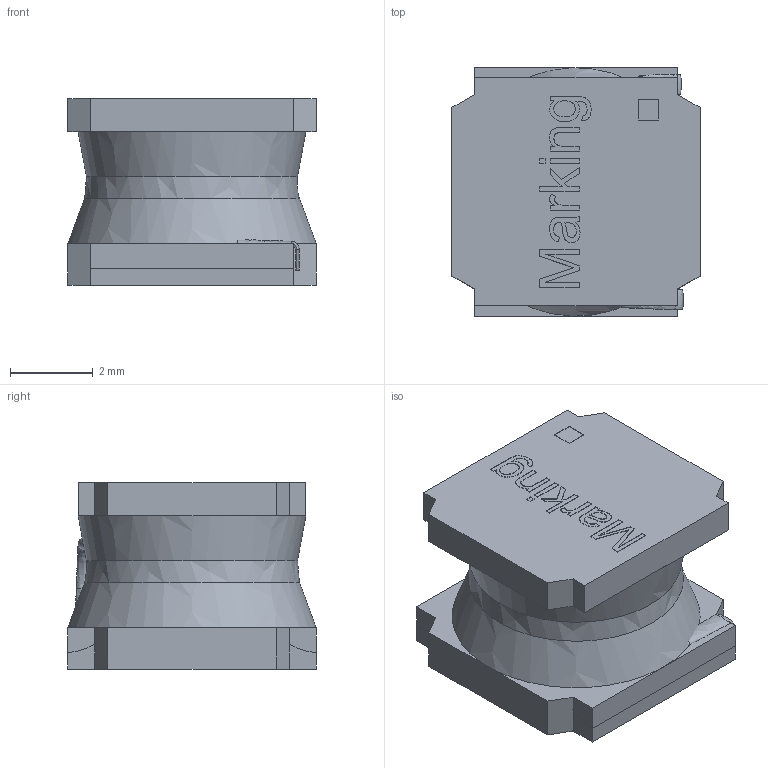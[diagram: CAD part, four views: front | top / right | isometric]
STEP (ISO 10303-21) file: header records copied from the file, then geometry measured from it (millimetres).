
FILE_DESCRIPTION( ( 'Unknown' ), '1' );
FILE_NAME( 'LQS_6045.stp', 'Unknown', ( 'Unknown' ), ( 'Unknown' ), 'PSStep 17.0.49', 'Unknown', ' ' );
FILE_SCHEMA( ( 'AUTOMOTIVE_DESIGN { 1 0 10303 214 1 1 1 1 }' ) );
Length unit declared in the file: millimetre
Products named in the file (5): Assem1; housing; contact; spule; Glue
Assembly tree (5 placements, depth 2):
  Assem1
    housing
    contact  x2
    spule
    Glue
Bounding box: 6 x 6 x 4.5 mm (x, y, z)
Volume: 161.6 mm3; surface area: 414.9 mm2
Topology: 5 solids, 5 shells, 148 faces, 357 edges, 232 vertices
Faces by surface type: plane 105, extrusion 16, bspline 16, cylinder 9, torus 2
Full cylindrical faces by diameter (mm): 4 x1
Entity records: 8350 total; most frequent: CARTESIAN_POINT 4168, ORIENTED_EDGE 676, DIRECTION 449, EDGE_CURVE 338, VERTEX_POINT 223, VECTOR 177, B_SPLINE_CURVE_WITH_KNOTS 172, EDGE_LOOP 161
